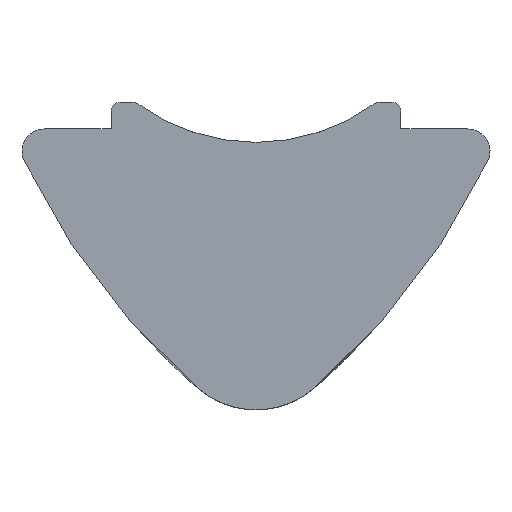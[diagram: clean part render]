
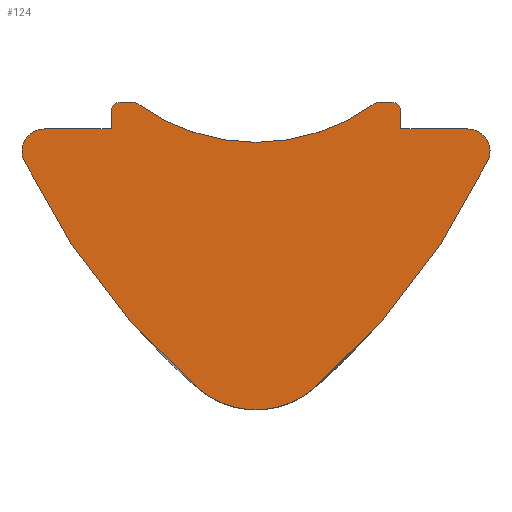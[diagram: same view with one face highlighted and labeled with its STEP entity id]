
A CAD part, front view. The second image highlights one B-rep face of the part: STEP entity #124.
In plain terms, the highlighted planar face has unit normal (0, -1, 0).
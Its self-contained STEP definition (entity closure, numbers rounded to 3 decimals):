
#4 = DIRECTION ( 'NONE',  ( 0., 0., -1. ) ) ;
#10 = DIRECTION ( 'NONE',  ( 0., 0., 1. ) ) ;
#11 = DIRECTION ( 'NONE',  ( 0., 0., 1. ) ) ;
#16 = CARTESIAN_POINT ( 'NONE',  ( 2.766, -14., 0.6 ) ) ;
#21 = EDGE_CURVE ( 'NONE', #800, #900, #908, .T. ) ;
#29 = CIRCLE ( 'NONE', #825, 0.2 ) ;
#50 = DIRECTION ( 'NONE',  ( 0., 0., 1. ) ) ;
#56 = EDGE_CURVE ( 'NONE', #664, #663, #1014, .T. ) ;
#60 = CARTESIAN_POINT ( 'NONE',  ( -3.05, -14., 0.4 ) ) ;
#63 = EDGE_CURVE ( 'NONE', #888, #800, #786, .T. ) ;
#76 = AXIS2_PLACEMENT_3D ( 'NONE', #583, #591, #1025 ) ;
#84 = ORIENTED_EDGE ( 'NONE', *, *, #880, .F. ) ;
#98 = CARTESIAN_POINT ( 'NONE',  ( -3.25, -14., 0. ) ) ;
#101 = AXIS2_PLACEMENT_3D ( 'NONE', #953, #783, #693 ) ;
#108 = ORIENTED_EDGE ( 'NONE', *, *, #418, .T. ) ;
#119 = AXIS2_PLACEMENT_3D ( 'NONE', #300, #730, #903 ) ;
#124 = ADVANCED_FACE ( 'NONE', ( #855 ), #545, .T. ) ;
#135 = DIRECTION ( 'NONE',  ( 1., 0., 0. ) ) ;
#146 = CARTESIAN_POINT ( 'NONE',  ( 1.315, -14., -5.807 ) ) ;
#148 = EDGE_CURVE ( 'NONE', #664, #182, #870, .T. ) ;
#156 = CIRCLE ( 'NONE', #76, 16. ) ;
#182 = VERTEX_POINT ( 'NONE', #1078 ) ;
#192 = CARTESIAN_POINT ( 'NONE',  ( 3.25, -14., 0. ) ) ;
#207 = CIRCLE ( 'NONE', #389, 4.5 ) ;
#209 = AXIS2_PLACEMENT_3D ( 'NONE', #845, #323, #50 ) ;
#216 = AXIS2_PLACEMENT_3D ( 'NONE', #779, #696, #11 ) ;
#221 = VECTOR ( 'NONE', #622, 1000. ) ;
#261 = DIRECTION ( 'NONE',  ( 0., 0., 1. ) ) ;
#264 = CARTESIAN_POINT ( 'NONE',  ( 3.25, -14., 0. ) ) ;
#266 = AXIS2_PLACEMENT_3D ( 'NONE', #735, #653, #896 ) ;
#267 = ORIENTED_EDGE ( 'NONE', *, *, #56, .F. ) ;
#294 = EDGE_CURVE ( 'NONE', #316, #182, #1042, .T. ) ;
#296 = VERTEX_POINT ( 'NONE', #919 ) ;
#300 = CARTESIAN_POINT ( 'NONE',  ( 9.203, -14., 6.25 ) ) ;
#309 = ORIENTED_EDGE ( 'NONE', *, *, #621, .F. ) ;
#314 = DIRECTION ( 'NONE',  ( 0., 0., 1. ) ) ;
#316 = VERTEX_POINT ( 'NONE', #146 ) ;
#323 = DIRECTION ( 'NONE',  ( 0., 1., 0. ) ) ;
#330 = DIRECTION ( 'NONE',  ( 0., 1., 0. ) ) ;
#338 = EDGE_CURVE ( 'NONE', #408, #939, #386, .T. ) ;
#379 = CARTESIAN_POINT ( 'NONE',  ( -4.75, -14., -0.5 ) ) ;
#386 = LINE ( 'NONE', #669, #853 ) ;
#389 = AXIS2_PLACEMENT_3D ( 'NONE', #504, #1111, #851 ) ;
#407 = CARTESIAN_POINT ( 'NONE',  ( -4.75, -14., 0. ) ) ;
#408 = VERTEX_POINT ( 'NONE', #683 ) ;
#418 = EDGE_CURVE ( 'NONE', #888, #958, #207, .T. ) ;
#423 = DIRECTION ( 'NONE',  ( 0., 0., 1. ) ) ;
#424 = CIRCLE ( 'NONE', #101, 0.2 ) ;
#427 = CARTESIAN_POINT ( 'NONE',  ( -3.25, -14., 0. ) ) ;
#428 = ORIENTED_EDGE ( 'NONE', *, *, #1087, .F. ) ;
#431 = VERTEX_POINT ( 'NONE', #861 ) ;
#442 = CARTESIAN_POINT ( 'NONE',  ( -3.25, -14., 0.4 ) ) ;
#448 = CARTESIAN_POINT ( 'NONE',  ( 2.766, -14., 0.4 ) ) ;
#449 = EDGE_CURVE ( 'NONE', #716, #316, #156, .T. ) ;
#450 = CIRCLE ( 'NONE', #216, 0.5 ) ;
#461 = CIRCLE ( 'NONE', #852, 0.2 ) ;
#464 = VECTOR ( 'NONE', #957, 1000. ) ;
#471 = ORIENTED_EDGE ( 'NONE', *, *, #687, .F. ) ;
#481 = ORIENTED_EDGE ( 'NONE', *, *, #63, .F. ) ;
#499 = CARTESIAN_POINT ( 'NONE',  ( -2.766, -14., 0.4 ) ) ;
#504 = CARTESIAN_POINT ( 'NONE',  ( 0., -14., 4.2 ) ) ;
#518 = ORIENTED_EDGE ( 'NONE', *, *, #538, .T. ) ;
#526 = DIRECTION ( 'NONE',  ( 0., 1., 0. ) ) ;
#533 = VERTEX_POINT ( 'NONE', #442 ) ;
#538 = EDGE_CURVE ( 'NONE', #716, #431, #450, .T. ) ;
#545 = PLANE ( 'NONE',  #266 ) ;
#547 = LINE ( 'NONE', #1045, #1095 ) ;
#560 = EDGE_CURVE ( 'NONE', #900, #296, #424, .T. ) ;
#571 = EDGE_CURVE ( 'NONE', #1063, #431, #879, .T. ) ;
#583 = CARTESIAN_POINT ( 'NONE',  ( -9.203, -14., 6.25 ) ) ;
#591 = DIRECTION ( 'NONE',  ( 0., 1., 0. ) ) ;
#604 = EDGE_CURVE ( 'NONE', #296, #1063, #547, .T. ) ;
#607 = CARTESIAN_POINT ( 'NONE',  ( -2.766, -14., 0.6 ) ) ;
#621 = EDGE_CURVE ( 'NONE', #862, #533, #891, .T. ) ;
#622 = DIRECTION ( 'NONE',  ( 1., 0., 0. ) ) ;
#631 = ORIENTED_EDGE ( 'NONE', *, *, #560, .F. ) ;
#653 = DIRECTION ( 'NONE',  ( 0., -1., 0. ) ) ;
#663 = VERTEX_POINT ( 'NONE', #407 ) ;
#664 = VERTEX_POINT ( 'NONE', #1011 ) ;
#669 = CARTESIAN_POINT ( 'NONE',  ( -3.05, -14., 0.6 ) ) ;
#673 = CARTESIAN_POINT ( 'NONE',  ( 5.2, -14., -0.718 ) ) ;
#679 = CARTESIAN_POINT ( 'NONE',  ( 3.05, -14., 0.6 ) ) ;
#680 = CARTESIAN_POINT ( 'NONE',  ( 2.766, -14., 0.6 ) ) ;
#683 = CARTESIAN_POINT ( 'NONE',  ( -3.05, -14., 0.6 ) ) ;
#684 = ORIENTED_EDGE ( 'NONE', *, *, #571, .F. ) ;
#687 = EDGE_CURVE ( 'NONE', #533, #408, #461, .T. ) ;
#688 = EDGE_LOOP ( 'NONE', ( #471, #309, #428, #267, #1038, #937, #1037, #518, #684, #866, #631, #743, #481, #108, #84, #822 ) ) ;
#693 = DIRECTION ( 'NONE',  ( 0., 0., 1. ) ) ;
#696 = DIRECTION ( 'NONE',  ( 0., -1., 0. ) ) ;
#716 = VERTEX_POINT ( 'NONE', #673 ) ;
#730 = DIRECTION ( 'NONE',  ( 0., -1., 0. ) ) ;
#735 = CARTESIAN_POINT ( 'NONE',  ( 0., -14., -2.017 ) ) ;
#743 = ORIENTED_EDGE ( 'NONE', *, *, #21, .F. ) ;
#748 = DIRECTION ( 'NONE',  ( 1., 0., 0. ) ) ;
#772 = VECTOR ( 'NONE', #135, 1000. ) ;
#779 = CARTESIAN_POINT ( 'NONE',  ( 4.75, -14., -0.5 ) ) ;
#783 = DIRECTION ( 'NONE',  ( 0., 1., 0. ) ) ;
#784 = VECTOR ( 'NONE', #261, 1000. ) ;
#786 = CIRCLE ( 'NONE', #923, 0.2 ) ;
#789 = DIRECTION ( 'NONE',  ( 0., 1., 0. ) ) ;
#800 = VERTEX_POINT ( 'NONE', #680 ) ;
#822 = ORIENTED_EDGE ( 'NONE', *, *, #338, .F. ) ;
#825 = AXIS2_PLACEMENT_3D ( 'NONE', #499, #330, #423 ) ;
#845 = CARTESIAN_POINT ( 'NONE',  ( 0., -14., -4.3 ) ) ;
#851 = DIRECTION ( 'NONE',  ( 0., 0., 1. ) ) ;
#852 = AXIS2_PLACEMENT_3D ( 'NONE', #60, #916, #314 ) ;
#853 = VECTOR ( 'NONE', #748, 1000. ) ;
#855 = FACE_OUTER_BOUND ( 'NONE', #688, .T. ) ;
#861 = CARTESIAN_POINT ( 'NONE',  ( 4.75, -14., 0. ) ) ;
#862 = VERTEX_POINT ( 'NONE', #427 ) ;
#863 = CARTESIAN_POINT ( 'NONE',  ( -2.648, -14., 0.562 ) ) ;
#866 = ORIENTED_EDGE ( 'NONE', *, *, #604, .F. ) ;
#869 = AXIS2_PLACEMENT_3D ( 'NONE', #379, #526, #10 ) ;
#870 = CIRCLE ( 'NONE', #119, 16. ) ;
#879 = LINE ( 'NONE', #264, #464 ) ;
#880 = EDGE_CURVE ( 'NONE', #939, #958, #29, .T. ) ;
#888 = VERTEX_POINT ( 'NONE', #1017 ) ;
#891 = LINE ( 'NONE', #98, #784 ) ;
#896 = DIRECTION ( 'NONE',  ( 0., 0., -1. ) ) ;
#900 = VERTEX_POINT ( 'NONE', #679 ) ;
#903 = DIRECTION ( 'NONE',  ( 0., 0., 1. ) ) ;
#908 = LINE ( 'NONE', #16, #221 ) ;
#916 = DIRECTION ( 'NONE',  ( 0., 1., 0. ) ) ;
#919 = CARTESIAN_POINT ( 'NONE',  ( 3.25, -14., 0.4 ) ) ;
#923 = AXIS2_PLACEMENT_3D ( 'NONE', #448, #789, #1046 ) ;
#937 = ORIENTED_EDGE ( 'NONE', *, *, #294, .F. ) ;
#939 = VERTEX_POINT ( 'NONE', #607 ) ;
#953 = CARTESIAN_POINT ( 'NONE',  ( 3.05, -14., 0.4 ) ) ;
#957 = DIRECTION ( 'NONE',  ( 1., 0., 0. ) ) ;
#958 = VERTEX_POINT ( 'NONE', #863 ) ;
#990 = CARTESIAN_POINT ( 'NONE',  ( -4.75, -14., 0. ) ) ;
#1001 = LINE ( 'NONE', #990, #772 ) ;
#1011 = CARTESIAN_POINT ( 'NONE',  ( -5.2, -14., -0.718 ) ) ;
#1014 = CIRCLE ( 'NONE', #869, 0.5 ) ;
#1017 = CARTESIAN_POINT ( 'NONE',  ( 2.648, -14., 0.562 ) ) ;
#1025 = DIRECTION ( 'NONE',  ( 0., 0., 1. ) ) ;
#1037 = ORIENTED_EDGE ( 'NONE', *, *, #449, .F. ) ;
#1038 = ORIENTED_EDGE ( 'NONE', *, *, #148, .T. ) ;
#1042 = CIRCLE ( 'NONE', #209, 2. ) ;
#1045 = CARTESIAN_POINT ( 'NONE',  ( 3.25, -14., 0.4 ) ) ;
#1046 = DIRECTION ( 'NONE',  ( 0., 0., 1. ) ) ;
#1063 = VERTEX_POINT ( 'NONE', #192 ) ;
#1078 = CARTESIAN_POINT ( 'NONE',  ( -1.315, -14., -5.807 ) ) ;
#1087 = EDGE_CURVE ( 'NONE', #663, #862, #1001, .T. ) ;
#1095 = VECTOR ( 'NONE', #4, 1000. ) ;
#1111 = DIRECTION ( 'NONE',  ( 0., 1., 0. ) ) ;
